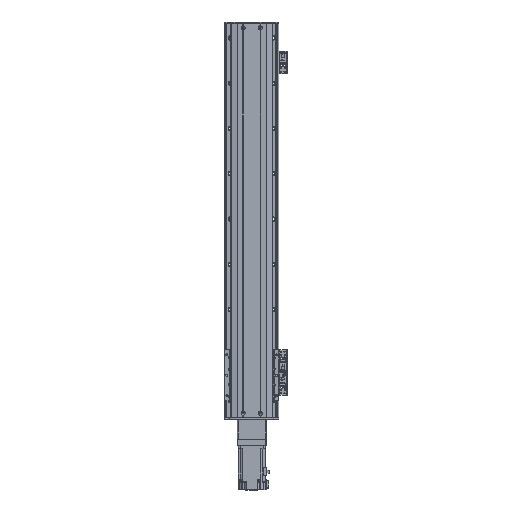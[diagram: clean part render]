
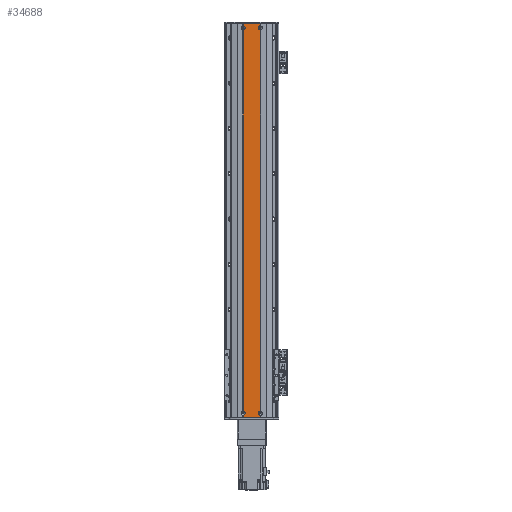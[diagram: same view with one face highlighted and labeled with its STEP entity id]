
A CAD part, top view. The second image highlights one B-rep face of the part: STEP entity #34688.
In plain terms, the highlighted face is planar.
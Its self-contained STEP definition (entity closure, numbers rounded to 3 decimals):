
#3881=CIRCLE('',#38183,4.55);
#3883=CIRCLE('',#38185,4.55);
#3886=CIRCLE('',#38190,4.55);
#3888=CIRCLE('',#38192,4.55);
#3894=CIRCLE('',#38200,4.55);
#3899=CIRCLE('',#38207,4.55);
#5699=FACE_OUTER_BOUND('',#7845,.T.);
#7845=EDGE_LOOP('',(#29128,#29129,#29130,#29131,#29132,#29133,#29134,#29135,
#29136,#29137,#29138,#29139,#29140,#29141));
#10319=LINE('',#59947,#13078);
#10322=LINE('',#59952,#13081);
#10325=LINE('',#59958,#13084);
#10327=LINE('',#59961,#13086);
#10360=LINE('',#60056,#13119);
#10431=LINE('',#60222,#13190);
#10432=LINE('',#60224,#13191);
#10433=LINE('',#60225,#13192);
#13078=VECTOR('',#46063,10.);
#13081=VECTOR('',#46068,10.);
#13084=VECTOR('',#46073,10.);
#13086=VECTOR('',#46077,10.);
#13119=VECTOR('',#46144,10.);
#13190=VECTOR('',#46325,10.);
#13191=VECTOR('',#46328,10.);
#13192=VECTOR('',#46329,10.);
#16321=VERTEX_POINT('',#59812);
#16322=VERTEX_POINT('',#59816);
#16324=VERTEX_POINT('',#59821);
#16330=VERTEX_POINT('',#59842);
#16331=VERTEX_POINT('',#59846);
#16333=VERTEX_POINT('',#59851);
#16338=VERTEX_POINT('',#59868);
#16344=VERTEX_POINT('',#59887);
#16347=VERTEX_POINT('',#59898);
#16353=VERTEX_POINT('',#59917);
#16361=VERTEX_POINT('',#59946);
#16362=VERTEX_POINT('',#59950);
#16364=VERTEX_POINT('',#59956);
#16409=VERTEX_POINT('',#60054);
#20698=EDGE_CURVE('',#16322,#16321,#3881,.T.);
#20701=EDGE_CURVE('',#16324,#16322,#3883,.T.);
#20709=EDGE_CURVE('',#16331,#16330,#3886,.T.);
#20712=EDGE_CURVE('',#16333,#16331,#3888,.T.);
#20726=EDGE_CURVE('',#16338,#16344,#3894,.T.);
#20737=EDGE_CURVE('',#16347,#16353,#3899,.T.);
#20750=EDGE_CURVE('',#16324,#16361,#10319,.T.);
#20753=EDGE_CURVE('',#16362,#16330,#10322,.T.);
#20756=EDGE_CURVE('',#16353,#16364,#10325,.T.);
#20758=EDGE_CURVE('',#16344,#16347,#10327,.T.);
#20805=EDGE_CURVE('',#16409,#16362,#10360,.T.);
#20889=EDGE_CURVE('',#16409,#16338,#10431,.T.);
#20890=EDGE_CURVE('',#16333,#16321,#10432,.T.);
#20891=EDGE_CURVE('',#16361,#16364,#10433,.T.);
#29128=ORIENTED_EDGE('',*,*,#20701,.T.);
#29129=ORIENTED_EDGE('',*,*,#20698,.T.);
#29130=ORIENTED_EDGE('',*,*,#20890,.F.);
#29131=ORIENTED_EDGE('',*,*,#20712,.T.);
#29132=ORIENTED_EDGE('',*,*,#20709,.T.);
#29133=ORIENTED_EDGE('',*,*,#20753,.F.);
#29134=ORIENTED_EDGE('',*,*,#20805,.F.);
#29135=ORIENTED_EDGE('',*,*,#20889,.T.);
#29136=ORIENTED_EDGE('',*,*,#20726,.T.);
#29137=ORIENTED_EDGE('',*,*,#20758,.T.);
#29138=ORIENTED_EDGE('',*,*,#20737,.T.);
#29139=ORIENTED_EDGE('',*,*,#20756,.T.);
#29140=ORIENTED_EDGE('',*,*,#20891,.F.);
#29141=ORIENTED_EDGE('',*,*,#20750,.F.);
#33162=PLANE('',#38289);
#34688=ADVANCED_FACE('',(#5699),#33162,.T.);
#38183=AXIS2_PLACEMENT_3D('',#59817,#45983,#45984);
#38185=AXIS2_PLACEMENT_3D('',#59822,#45988,#45989);
#38190=AXIS2_PLACEMENT_3D('',#59847,#45999,#46000);
#38192=AXIS2_PLACEMENT_3D('',#59852,#46004,#46005);
#38200=AXIS2_PLACEMENT_3D('',#59891,#46022,#46023);
#38207=AXIS2_PLACEMENT_3D('',#59921,#46038,#46039);
#38289=AXIS2_PLACEMENT_3D('',#60223,#46326,#46327);
#45983=DIRECTION('center_axis',(0.,-1.,0.));
#45984=DIRECTION('ref_axis',(1.,0.,0.));
#45988=DIRECTION('center_axis',(0.,-1.,0.));
#45989=DIRECTION('ref_axis',(1.,0.,0.));
#45999=DIRECTION('center_axis',(0.,-1.,0.));
#46000=DIRECTION('ref_axis',(1.,0.,0.));
#46004=DIRECTION('center_axis',(0.,-1.,0.));
#46005=DIRECTION('ref_axis',(1.,0.,0.));
#46022=DIRECTION('center_axis',(0.,-1.,0.));
#46023=DIRECTION('ref_axis',(1.,0.,0.));
#46038=DIRECTION('center_axis',(0.,-1.,0.));
#46039=DIRECTION('ref_axis',(1.,0.,0.));
#46063=DIRECTION('',(0.,0.,1.));
#46068=DIRECTION('',(0.,0.,1.));
#46073=DIRECTION('',(0.,0.,1.));
#46077=DIRECTION('',(0.,0.,1.));
#46144=DIRECTION('',(1.,0.,0.));
#46325=DIRECTION('',(0.,0.,1.));
#46326=DIRECTION('center_axis',(0.,1.,0.));
#46327=DIRECTION('ref_axis',(-1.,0.,0.));
#46328=DIRECTION('',(0.,0.,1.));
#46329=DIRECTION('',(-1.,0.,0.));
#59812=CARTESIAN_POINT('',(18.5,2.5,420.978));
#59816=CARTESIAN_POINT('',(14.45,2.5,425.5));
#59817=CARTESIAN_POINT('Origin',(19.,2.5,425.5));
#59821=CARTESIAN_POINT('',(18.5,2.5,430.022));
#59822=CARTESIAN_POINT('Origin',(19.,2.5,425.5));
#59842=CARTESIAN_POINT('',(18.5,2.5,-430.022));
#59846=CARTESIAN_POINT('',(14.45,2.5,-425.5));
#59847=CARTESIAN_POINT('Origin',(19.,2.5,-425.5));
#59851=CARTESIAN_POINT('',(18.5,2.5,-420.978));
#59852=CARTESIAN_POINT('Origin',(19.,2.5,-425.5));
#59868=CARTESIAN_POINT('',(-18.5,2.5,-430.022));
#59887=CARTESIAN_POINT('',(-18.5,2.5,-420.978));
#59891=CARTESIAN_POINT('Origin',(-19.,2.5,-425.5));
#59898=CARTESIAN_POINT('',(-18.5,2.5,420.978));
#59917=CARTESIAN_POINT('',(-18.5,2.5,430.022));
#59921=CARTESIAN_POINT('Origin',(-19.,2.5,425.5));
#59946=CARTESIAN_POINT('',(18.5,2.5,435.5));
#59947=CARTESIAN_POINT('',(18.5,2.5,0.));
#59950=CARTESIAN_POINT('',(18.5,2.5,-435.5));
#59952=CARTESIAN_POINT('',(18.5,2.5,0.));
#59956=CARTESIAN_POINT('',(-18.5,2.5,435.5));
#59958=CARTESIAN_POINT('',(-18.5,2.5,0.));
#59961=CARTESIAN_POINT('',(-18.5,2.5,0.));
#60054=CARTESIAN_POINT('',(-18.5,2.5,-435.5));
#60056=CARTESIAN_POINT('',(18.5,2.5,-435.5));
#60222=CARTESIAN_POINT('',(-18.5,2.5,0.));
#60223=CARTESIAN_POINT('Origin',(18.5,2.5,0.));
#60224=CARTESIAN_POINT('',(18.5,2.5,0.));
#60225=CARTESIAN_POINT('',(18.5,2.5,435.5));
